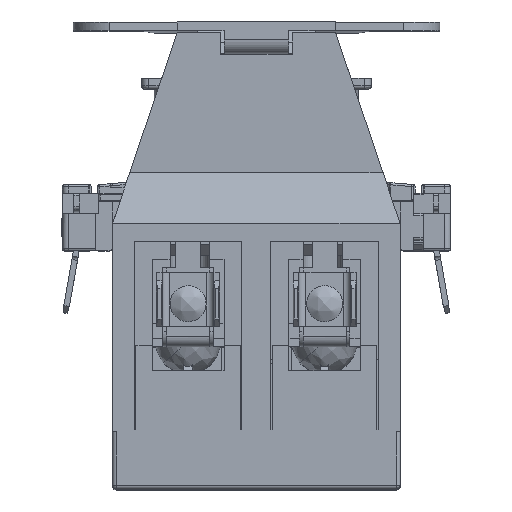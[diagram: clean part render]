
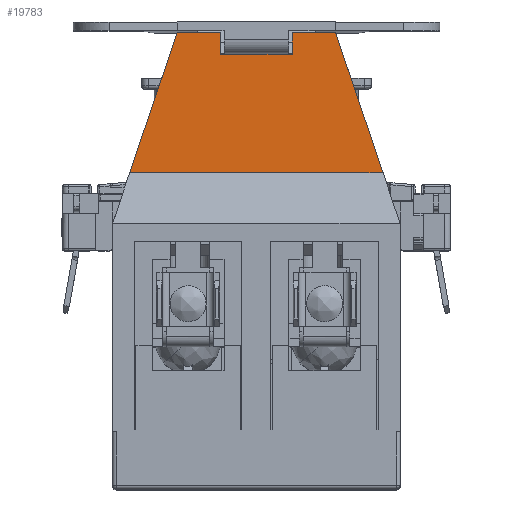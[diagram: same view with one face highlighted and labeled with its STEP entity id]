
A CAD part, top view. The second image highlights one B-rep face of the part: STEP entity #19783.
In plain terms, the highlighted planar face has unit normal (0, 0, 1).
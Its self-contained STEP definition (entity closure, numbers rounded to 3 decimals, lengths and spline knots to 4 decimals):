
#726 = VECTOR ( 'NONE', #71398, 39.3701 ) ;
#1132 = CARTESIAN_POINT ( 'NONE',  ( 0., 1.5945, 1.2106 ) ) ;
#3196 = CARTESIAN_POINT ( 'NONE',  ( 0.6938, 1.5945, 1.2106 ) ) ;
#4457 = CARTESIAN_POINT ( 'NONE',  ( 0.1969, 2.3622, 1.2106 ) ) ;
#4648 = EDGE_CURVE ( 'NONE', #10290, #47549, #24550, .T. ) ;
#8527 = EDGE_CURVE ( 'NONE', #110594, #10290, #63026, .T. ) ;
#9148 = ORIENTED_EDGE ( 'NONE', *, *, #13805, .T. ) ;
#10290 = VERTEX_POINT ( 'NONE', #74515 ) ;
#13424 = ORIENTED_EDGE ( 'NONE', *, *, #42079, .T. ) ;
#13805 = EDGE_CURVE ( 'NONE', #112113, #38622, #63591, .T. ) ;
#14842 = EDGE_CURVE ( 'NONE', #45281, #47549, #65222, .T. ) ;
#15219 = LINE ( 'NONE', #21855, #65834 ) ;
#16370 = CARTESIAN_POINT ( 'NONE',  ( -0.6102, 1.8406, 1.2106 ) ) ;
#16439 = CARTESIAN_POINT ( 'NONE',  ( 0., 2.3622, 1.2106 ) ) ;
#18153 = VECTOR ( 'NONE', #95585, 39.3701 ) ;
#19003 = EDGE_CURVE ( 'NONE', #28519, #36318, #55059, .T. ) ;
#19105 = PLANE ( 'NONE',  #49534 ) ;
#19593 = ORIENTED_EDGE ( 'NONE', *, *, #101155, .T. ) ;
#19783 = ADVANCED_FACE ( 'NONE', ( #27669 ), #19105, .T. ) ;
#21855 = CARTESIAN_POINT ( 'NONE',  ( 0.6102, 1.8406, 1.2106 ) ) ;
#22636 = ORIENTED_EDGE ( 'NONE', *, *, #14842, .F. ) ;
#23544 = CARTESIAN_POINT ( 'NONE',  ( -0.1969, 1.9783, 1.2106 ) ) ;
#24550 = LINE ( 'NONE', #16370, #73739 ) ;
#27669 = FACE_OUTER_BOUND ( 'NONE', #107116, .T. ) ;
#28519 = VERTEX_POINT ( 'NONE', #44243 ) ;
#28807 = VECTOR ( 'NONE', #56569, 39.3701 ) ;
#32691 = VECTOR ( 'NONE', #84753, 39.3701 ) ;
#36318 = VERTEX_POINT ( 'NONE', #80166 ) ;
#37342 = CARTESIAN_POINT ( 'NONE',  ( 0.1969, 1.9783, 1.2106 ) ) ;
#38622 = VERTEX_POINT ( 'NONE', #4457 ) ;
#40290 = VECTOR ( 'NONE', #50179, 39.3701 ) ;
#42079 = EDGE_CURVE ( 'NONE', #36318, #110594, #91482, .T. ) ;
#43765 = EDGE_CURVE ( 'NONE', #112113, #45281, #15219, .T. ) ;
#44243 = CARTESIAN_POINT ( 'NONE',  ( 0.1969, 2.2441, 1.2106 ) ) ;
#45281 = VERTEX_POINT ( 'NONE', #3196 ) ;
#47549 = VERTEX_POINT ( 'NONE', #76205 ) ;
#47666 = ORIENTED_EDGE ( 'NONE', *, *, #19003, .T. ) ;
#47912 = DIRECTION ( 'NONE',  ( 0.322, -0.947, 0. ) ) ;
#49534 = AXIS2_PLACEMENT_3D ( 'NONE', #54675, #89130, #97932 ) ;
#50179 = DIRECTION ( 'NONE',  ( -1., 0., 0. ) ) ;
#51234 = DIRECTION ( 'NONE',  ( -0.322, -0.947, 0. ) ) ;
#53043 = CARTESIAN_POINT ( 'NONE',  ( 0.4331, 2.3622, 1.2106 ) ) ;
#54183 = ORIENTED_EDGE ( 'NONE', *, *, #43765, .F. ) ;
#54675 = CARTESIAN_POINT ( 'NONE',  ( 0., 1.9783, 1.2106 ) ) ;
#55059 = LINE ( 'NONE', #70385, #18153 ) ;
#56569 = DIRECTION ( 'NONE',  ( -1., 0., 0. ) ) ;
#59049 = ORIENTED_EDGE ( 'NONE', *, *, #8527, .T. ) ;
#63026 = LINE ( 'NONE', #64998, #28807 ) ;
#63591 = LINE ( 'NONE', #16439, #40290 ) ;
#64998 = CARTESIAN_POINT ( 'NONE',  ( 0., 2.3622, 1.2106 ) ) ;
#65222 = LINE ( 'NONE', #1132, #84459 ) ;
#65834 = VECTOR ( 'NONE', #47912, 39.3701 ) ;
#70385 = CARTESIAN_POINT ( 'NONE',  ( 0., 2.2441, 1.2106 ) ) ;
#71398 = DIRECTION ( 'NONE',  ( 0., -1., 0. ) ) ;
#73739 = VECTOR ( 'NONE', #51234, 39.3701 ) ;
#74515 = CARTESIAN_POINT ( 'NONE',  ( -0.4331, 2.3622, 1.2106 ) ) ;
#76205 = CARTESIAN_POINT ( 'NONE',  ( -0.6938, 1.5945, 1.2106 ) ) ;
#80166 = CARTESIAN_POINT ( 'NONE',  ( -0.1969, 2.2441, 1.2106 ) ) ;
#84459 = VECTOR ( 'NONE', #104775, 39.3701 ) ;
#84753 = DIRECTION ( 'NONE',  ( 0., 1., 0. ) ) ;
#86821 = CARTESIAN_POINT ( 'NONE',  ( -0.1969, 2.3622, 1.2106 ) ) ;
#89130 = DIRECTION ( 'NONE',  ( 0., 0., 1. ) ) ;
#91482 = LINE ( 'NONE', #23544, #32691 ) ;
#95058 = LINE ( 'NONE', #37342, #726 ) ;
#95585 = DIRECTION ( 'NONE',  ( -1., 0., 0. ) ) ;
#97932 = DIRECTION ( 'NONE',  ( 1., 0., 0. ) ) ;
#101155 = EDGE_CURVE ( 'NONE', #38622, #28519, #95058, .T. ) ;
#104775 = DIRECTION ( 'NONE',  ( -1., 0., 0. ) ) ;
#107116 = EDGE_LOOP ( 'NONE', ( #54183, #9148, #19593, #47666, #13424, #59049, #109668, #22636 ) ) ;
#109668 = ORIENTED_EDGE ( 'NONE', *, *, #4648, .T. ) ;
#110594 = VERTEX_POINT ( 'NONE', #86821 ) ;
#112113 = VERTEX_POINT ( 'NONE', #53043 ) ;
